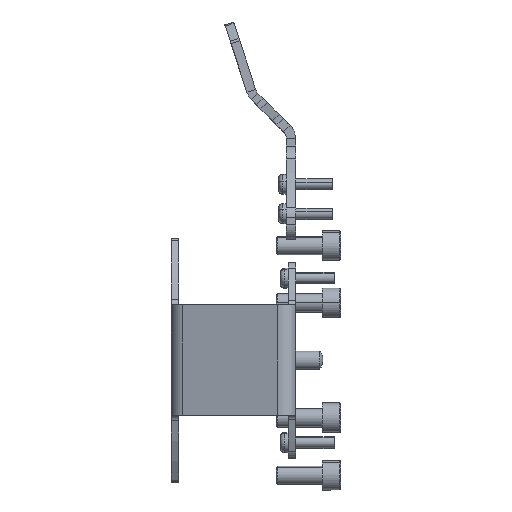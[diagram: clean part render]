
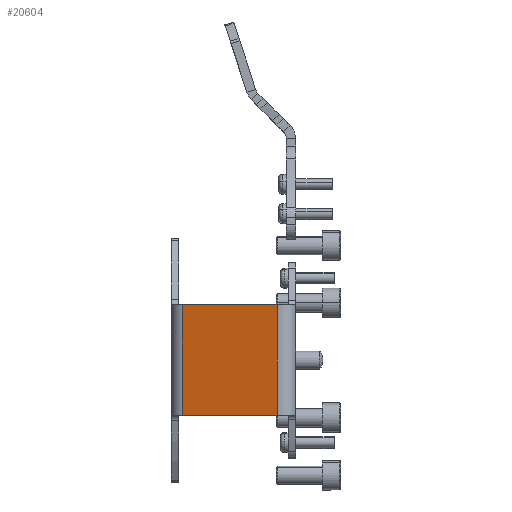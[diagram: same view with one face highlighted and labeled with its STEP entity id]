
A CAD part, top view. The second image highlights one B-rep face of the part: STEP entity #20604.
In plain terms, the highlighted planar face has unit normal (-0.259, 0, 0.966).
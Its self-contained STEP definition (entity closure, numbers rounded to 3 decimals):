
#17 = DIRECTION ( 'NONE',  ( 0.966, 0., 0.259 ) ) ;
#346 = VECTOR ( 'NONE', #17, 1000. ) ;
#698 = CARTESIAN_POINT ( 'NONE',  ( 2025., 66.2, 2186.575 ) ) ;
#2000 = CARTESIAN_POINT ( 'NONE',  ( 2094.085, -30., 2205.086 ) ) ;
#2675 = EDGE_CURVE ( 'NONE', #20320, #3641, #6700, .T. ) ;
#2989 = DIRECTION ( 'NONE',  ( 0., -1., 0. ) ) ;
#3093 = AXIS2_PLACEMENT_3D ( 'NONE', #698, #15552, #4296 ) ;
#3641 = VERTEX_POINT ( 'NONE', #11929 ) ;
#3804 = DIRECTION ( 'NONE',  ( 0.966, 0., 0.259 ) ) ;
#4296 = DIRECTION ( 'NONE',  ( 0.966, 0., 0.259 ) ) ;
#5859 = VERTEX_POINT ( 'NONE', #18728 ) ;
#6068 = LINE ( 'NONE', #2000, #346 ) ;
#6675 = EDGE_LOOP ( 'NONE', ( #8743, #20901, #7467, #9418 ) ) ;
#6700 = LINE ( 'NONE', #14242, #9973 ) ;
#7467 = ORIENTED_EDGE ( 'NONE', *, *, #16897, .T. ) ;
#7642 = CARTESIAN_POINT ( 'NONE',  ( 2025., 30., 2186.575 ) ) ;
#7881 = PLANE ( 'NONE',  #3093 ) ;
#7954 = EDGE_CURVE ( 'NONE', #5859, #20320, #19146, .T. ) ;
#8743 = ORIENTED_EDGE ( 'NONE', *, *, #2675, .F. ) ;
#9418 = ORIENTED_EDGE ( 'NONE', *, *, #21620, .T. ) ;
#9973 = VECTOR ( 'NONE', #2989, 1000. ) ;
#10245 = FACE_OUTER_BOUND ( 'NONE', #6675, .T. ) ;
#11618 = DIRECTION ( 'NONE',  ( 0., -1., 0. ) ) ;
#11929 = CARTESIAN_POINT ( 'NONE',  ( 2014.929, -30., 2183.877 ) ) ;
#13696 = LINE ( 'NONE', #15558, #24420 ) ;
#14242 = CARTESIAN_POINT ( 'NONE',  ( 2014.929, 66.2, 2183.877 ) ) ;
#15042 = VERTEX_POINT ( 'NONE', #19758 ) ;
#15552 = DIRECTION ( 'NONE',  ( -0.259, 0., 0.966 ) ) ;
#15558 = CARTESIAN_POINT ( 'NONE',  ( 1963.429, 66.2, 2170.078 ) ) ;
#16897 = EDGE_CURVE ( 'NONE', #5859, #15042, #13696, .T. ) ;
#18728 = CARTESIAN_POINT ( 'NONE',  ( 1963.429, 30., 2170.078 ) ) ;
#19146 = LINE ( 'NONE', #7642, #22253 ) ;
#19758 = CARTESIAN_POINT ( 'NONE',  ( 1963.429, -30., 2170.078 ) ) ;
#20320 = VERTEX_POINT ( 'NONE', #23238 ) ;
#20604 = ADVANCED_FACE ( 'NONE', ( #10245 ), #7881, .T. ) ;
#20901 = ORIENTED_EDGE ( 'NONE', *, *, #7954, .F. ) ;
#21620 = EDGE_CURVE ( 'NONE', #15042, #3641, #6068, .T. ) ;
#22253 = VECTOR ( 'NONE', #3804, 1000. ) ;
#23238 = CARTESIAN_POINT ( 'NONE',  ( 2014.929, 30., 2183.877 ) ) ;
#24420 = VECTOR ( 'NONE', #11618, 1000. ) ;
